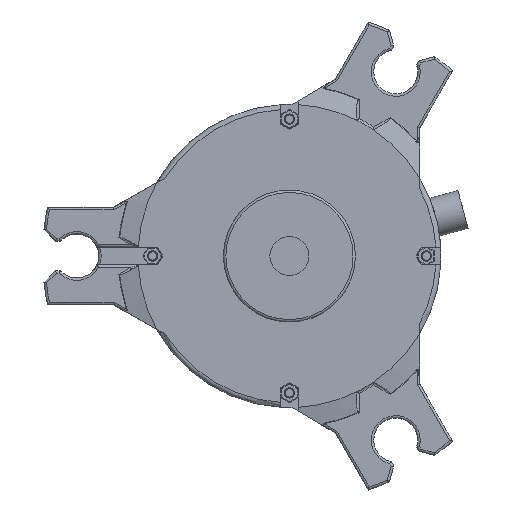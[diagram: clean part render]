
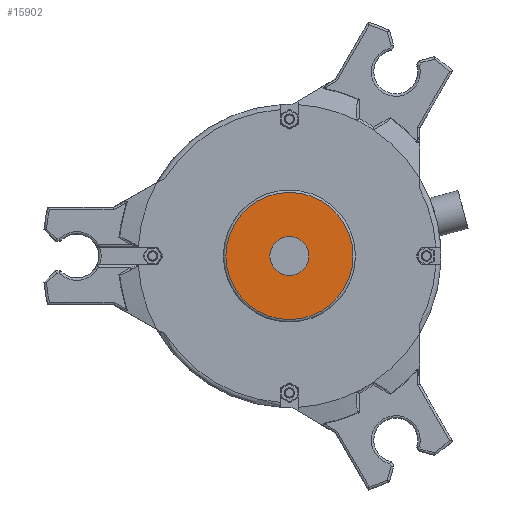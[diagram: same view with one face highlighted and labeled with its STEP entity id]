
A CAD part, left-side view. The second image highlights one B-rep face of the part: STEP entity #15902.
In plain terms, the highlighted planar face has unit normal (-1, 0, 0).
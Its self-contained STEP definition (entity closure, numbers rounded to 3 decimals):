
#15871=CARTESIAN_POINT('',(0.,-8.,0.0));
#15872=VERTEX_POINT('',#15871);
#15873=CARTESIAN_POINT('',(0.,0.,0.0));
#15874=DIRECTION('',(-1.0,0.0,0.0));
#15875=DIRECTION('',(0.0,-1.0,0.0));
#15876=AXIS2_PLACEMENT_3D('',#15873,#15874,#15875);
#15877=CIRCLE('',#15876,8.);
#15878=EDGE_CURVE('',#15872,#15872,#15877,.T.);
#15883=CARTESIAN_POINT('',(0.,-17.,0.0));
#15884=DIRECTION('',(-1.0,0.0,0.0));
#15885=DIRECTION('',(0.0,0.0,1.0));
#15886=AXIS2_PLACEMENT_3D('',#15883,#15884,#15885);
#15887=PLANE('',#15886);
#15888=CARTESIAN_POINT('',(0.,-26.,0.0));
#15889=VERTEX_POINT('',#15888);
#15890=CARTESIAN_POINT('',(0.,0.,0.0));
#15891=DIRECTION('',(-1.0,0.0,0.0));
#15892=DIRECTION('',(0.0,-1.0,0.0));
#15893=AXIS2_PLACEMENT_3D('',#15890,#15891,#15892);
#15894=CIRCLE('',#15893,26.);
#15895=EDGE_CURVE('',#15889,#15889,#15894,.T.);
#15896=ORIENTED_EDGE('',*,*,#15895,.T.);
#15897=EDGE_LOOP('',(#15896));
#15898=FACE_OUTER_BOUND('',#15897,.T.);
#15899=ORIENTED_EDGE('',*,*,#15878,.F.);
#15900=EDGE_LOOP('',(#15899));
#15901=FACE_BOUND('',#15900,.T.);
#15902=ADVANCED_FACE('',(#15898,#15901),#15887,.T.);
